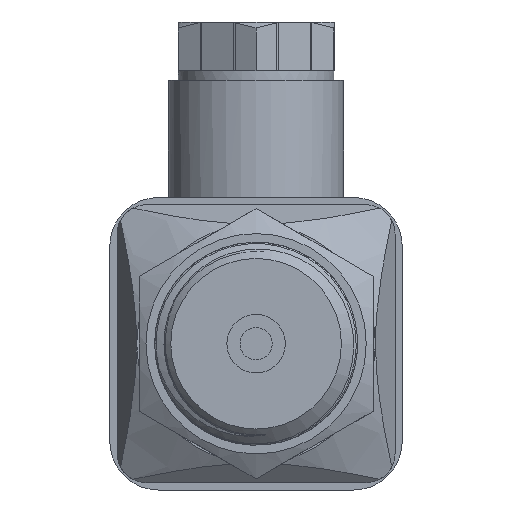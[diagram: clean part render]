
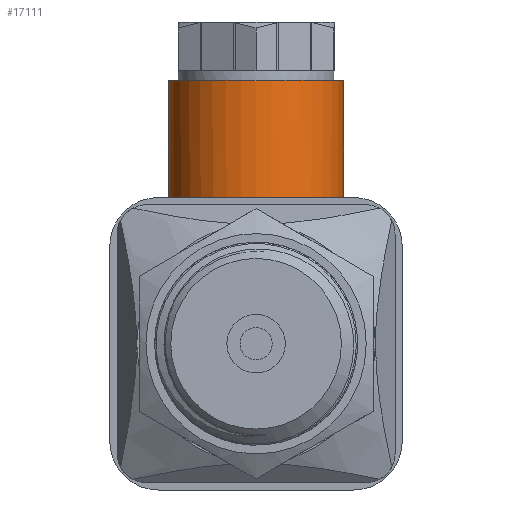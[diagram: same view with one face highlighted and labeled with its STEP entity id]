
A CAD part, left-side view. The second image highlights one B-rep face of the part: STEP entity #17111.
In plain terms, the highlighted cylindrical face has radius 9 mm (diameter 18 mm), a full revolution.
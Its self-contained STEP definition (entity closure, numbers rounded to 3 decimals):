
#1973=FACE_OUTER_BOUND('',#3041,.T.);
#3041=EDGE_LOOP('',(#15883,#15884,#15885,#15886,#15887,#15888,#15889));
#3345=CIRCLE('',#18149,9.);
#3346=CIRCLE('',#18150,9.);
#3371=CIRCLE('',#18231,9.);
#4028=B_SPLINE_CURVE_WITH_KNOTS('',3,(#37814,#37815,#37816,#37817,#37818,
#37819,#37820,#37821,#37822,#37823),.UNSPECIFIED.,.F.,.F.,(4,2,1,1,1,1,
4),(-0.002,0.,0.204,0.408,0.611,
0.815,1.019),.UNSPECIFIED.);
#4029=B_SPLINE_CURVE_WITH_KNOTS('',3,(#37892,#37893,#37894,#37895,#37896,
#37897,#37898,#37899,#37900,#37901,#37902,#37903),.UNSPECIFIED.,.F.,.F.,
(4,1,1,1,1,1,1,2,4),(0.,0.204,0.306,
0.408,0.509,0.611,0.815,
1.019,1.02),.UNSPECIFIED.);
#5469=LINE('',#38255,#6927);
#6927=VECTOR('',#21713,9.);
#8177=VERTEX_POINT('',#35255);
#8441=VERTEX_POINT('',#37812);
#8442=VERTEX_POINT('',#37825);
#8444=VERTEX_POINT('',#37829);
#8535=VERTEX_POINT('',#38253);
#10844=EDGE_CURVE('',#8177,#8441,#4028,.T.);
#10847=EDGE_CURVE('',#8441,#8444,#3345,.T.);
#10848=EDGE_CURVE('',#8444,#8442,#3346,.T.);
#10849=EDGE_CURVE('',#8442,#8177,#4029,.T.);
#10994=EDGE_CURVE('',#8535,#8535,#3371,.T.);
#10995=EDGE_CURVE('',#8535,#8444,#5469,.T.);
#15883=ORIENTED_EDGE('',*,*,#10994,.F.);
#15884=ORIENTED_EDGE('',*,*,#10995,.T.);
#15885=ORIENTED_EDGE('',*,*,#10847,.F.);
#15886=ORIENTED_EDGE('',*,*,#10844,.F.);
#15887=ORIENTED_EDGE('',*,*,#10849,.F.);
#15888=ORIENTED_EDGE('',*,*,#10848,.F.);
#15889=ORIENTED_EDGE('',*,*,#10995,.F.);
#16161=CYLINDRICAL_SURFACE('',#18230,9.);
#17111=ADVANCED_FACE('',(#1973),#16161,.T.);
#18149=AXIS2_PLACEMENT_3D('',#37830,#21452,#21453);
#18150=AXIS2_PLACEMENT_3D('',#37831,#21454,#21455);
#18230=AXIS2_PLACEMENT_3D('',#38252,#21709,#21710);
#18231=AXIS2_PLACEMENT_3D('',#38254,#21711,#21712);
#21452=DIRECTION('center_axis',(0.,0.,-1.));
#21453=DIRECTION('ref_axis',(1.,0.,0.));
#21454=DIRECTION('center_axis',(0.,0.,-1.));
#21455=DIRECTION('ref_axis',(1.,0.,0.));
#21709=DIRECTION('center_axis',(0.,0.,1.));
#21710=DIRECTION('ref_axis',(-1.,0.,0.));
#21711=DIRECTION('center_axis',(0.,0.,1.));
#21712=DIRECTION('ref_axis',(-1.,0.,0.));
#21713=DIRECTION('',(0.,0.,-1.));
#35255=CARTESIAN_POINT('',(-28.,0.,10.5));
#37812=CARTESIAN_POINT('',(-24.4,7.2,14.5));
#37814=CARTESIAN_POINT('Ctrl Pts',(-28.,0.,10.5));
#37815=CARTESIAN_POINT('Ctrl Pts',(-28.,0.004,10.503));
#37816=CARTESIAN_POINT('Ctrl Pts',(-28.,0.008,
10.505));
#37817=CARTESIAN_POINT('Ctrl Pts',(-27.999,0.528,
10.871));
#37818=CARTESIAN_POINT('Ctrl Pts',(-27.909,1.565,11.599));
#37819=CARTESIAN_POINT('Ctrl Pts',(-27.501,3.098,12.639));
#37820=CARTESIAN_POINT('Ctrl Pts',(-26.801,4.592,13.566));
#37821=CARTESIAN_POINT('Ctrl Pts',(-25.787,6.,14.28));
#37822=CARTESIAN_POINT('Ctrl Pts',(-24.889,6.833,14.5));
#37823=CARTESIAN_POINT('Ctrl Pts',(-24.4,7.2,14.5));
#37825=CARTESIAN_POINT('',(-24.4,-7.2,14.5));
#37829=CARTESIAN_POINT('',(-10.,0.,14.5));
#37830=CARTESIAN_POINT('Origin',(-19.,0.,14.5));
#37831=CARTESIAN_POINT('Origin',(-19.,0.,14.5));
#37892=CARTESIAN_POINT('Ctrl Pts',(-24.4,-7.2,14.5));
#37893=CARTESIAN_POINT('Ctrl Pts',(-24.889,-6.833,
14.5));
#37894=CARTESIAN_POINT('Ctrl Pts',(-25.563,-6.207,
14.335));
#37895=CARTESIAN_POINT('Ctrl Pts',(-26.294,-5.296,
13.923));
#37896=CARTESIAN_POINT('Ctrl Pts',(-26.763,-4.579,
13.539));
#37897=CARTESIAN_POINT('Ctrl Pts',(-27.15,-3.846,
13.104));
#37898=CARTESIAN_POINT('Ctrl Pts',(-27.569,-2.842,
12.466));
#37899=CARTESIAN_POINT('Ctrl Pts',(-27.909,-1.565,
11.6));
#37900=CARTESIAN_POINT('Ctrl Pts',(-27.999,-0.528,
10.871));
#37901=CARTESIAN_POINT('Ctrl Pts',(-28.,-0.008,
10.505));
#37902=CARTESIAN_POINT('Ctrl Pts',(-28.,-0.004,10.503));
#37903=CARTESIAN_POINT('Ctrl Pts',(-28.,0.,10.5));
#38252=CARTESIAN_POINT('Origin',(-19.,0.,13.5));
#38253=CARTESIAN_POINT('',(-10.,0.,27.));
#38254=CARTESIAN_POINT('Origin',(-19.,0.,27.));
#38255=CARTESIAN_POINT('',(-10.,0.,13.5));
